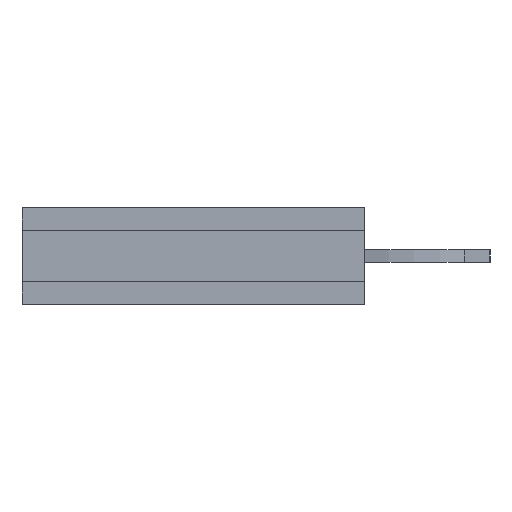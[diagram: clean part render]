
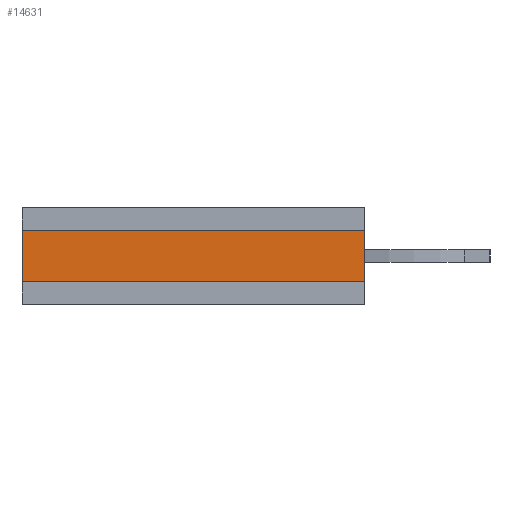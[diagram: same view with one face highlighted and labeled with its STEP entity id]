
A CAD part, left-side view. The second image highlights one B-rep face of the part: STEP entity #14631.
In plain terms, the highlighted planar face has unit normal (-1, 0, 0).
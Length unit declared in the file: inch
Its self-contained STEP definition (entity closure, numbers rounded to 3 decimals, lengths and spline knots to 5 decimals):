
#1151=ORIENTED_EDGE('',*,*,#4884,.T.);
#1152=ORIENTED_EDGE('',*,*,#4926,.F.);
#1153=ORIENTED_EDGE('',*,*,#4875,.F.);
#1154=ORIENTED_EDGE('',*,*,#4925,.T.);
#4875=EDGE_CURVE('',#6889,#6890,#8435,.T.);
#4884=EDGE_CURVE('',#6893,#6894,#8444,.T.);
#4925=EDGE_CURVE('',#6889,#6893,#8485,.T.);
#4926=EDGE_CURVE('',#6890,#6894,#8486,.T.);
#6889=VERTEX_POINT('',#20688);
#6890=VERTEX_POINT('',#20690);
#6893=VERTEX_POINT('',#20703);
#6894=VERTEX_POINT('',#20705);
#8435=LINE('',#20689,#10491);
#8444=LINE('',#20706,#10500);
#8485=LINE('',#20808,#10541);
#8486=LINE('',#20810,#10542);
#10491=VECTOR('',#16737,39.37008);
#10500=VECTOR('',#16752,39.37008);
#10541=VECTOR('',#16915,39.37008);
#10542=VECTOR('',#16918,39.37008);
#12303=EDGE_LOOP('',(#1151,#1152,#1153,#1154));
#13131=FACE_BOUND('',#12303,.T.);
#13919=PLANE('',#15409);
#14631=ADVANCED_FACE('',(#13131),#13919,.F.);
#15409=AXIS2_PLACEMENT_3D('',#20809,#16916,#16917);
#16737=DIRECTION('',(0.,0.,-1.));
#16752=DIRECTION('',(0.,0.,-1.));
#16915=DIRECTION('',(0.,1.,0.));
#16916=DIRECTION('',(1.,0.,0.));
#16917=DIRECTION('',(0.,0.,-1.));
#16918=DIRECTION('',(0.,1.,0.));
#20688=CARTESIAN_POINT('',(-1.006,-0.335,0.025));
#20689=CARTESIAN_POINT('',(-1.006,-0.335,0.025));
#20690=CARTESIAN_POINT('',(-1.006,-0.335,-0.025));
#20703=CARTESIAN_POINT('',(-1.006,0.,0.025));
#20705=CARTESIAN_POINT('',(-1.006,0.,-0.025));
#20706=CARTESIAN_POINT('',(-1.006,0.,0.025));
#20808=CARTESIAN_POINT('',(-1.006,-0.335,0.025));
#20809=CARTESIAN_POINT('',(-1.006,-0.335,0.025));
#20810=CARTESIAN_POINT('',(-1.006,-0.335,-0.025));
